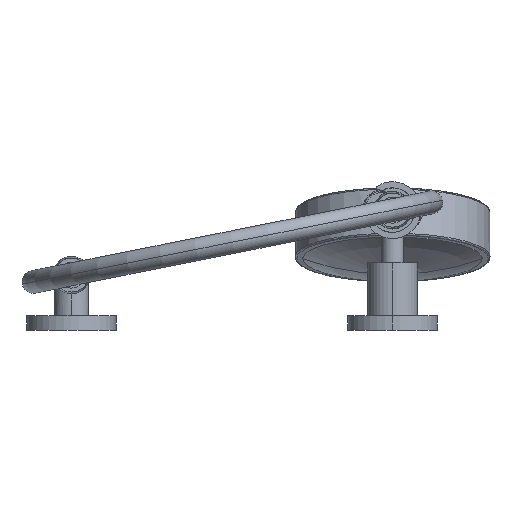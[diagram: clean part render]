
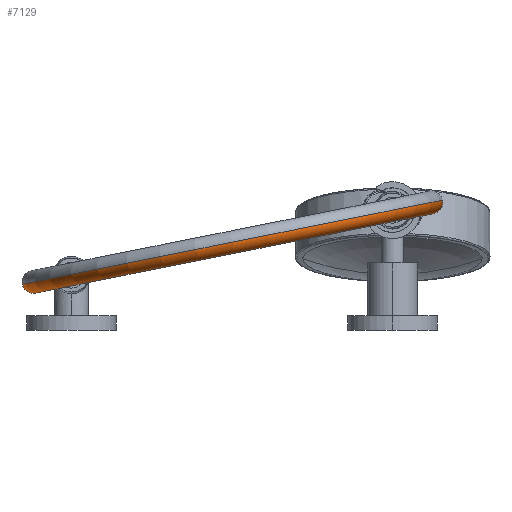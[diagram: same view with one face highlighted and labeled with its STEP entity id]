
A CAD part, front view. The second image highlights one B-rep face of the part: STEP entity #7129.
In plain terms, the highlighted toroidal (fillet/blend) face has major radius 125 mm and minor radius 7 mm.
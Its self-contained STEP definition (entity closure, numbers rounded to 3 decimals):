
#333 = CARTESIAN_POINT ( 'NONE',  ( -100.63, -444., 0. ) ) ;
#421 = EDGE_CURVE ( 'NONE', #2550, #2846, #2974, .T. ) ;
#528 = VERTEX_POINT ( 'NONE', #1134 ) ;
#669 = CARTESIAN_POINT ( 'NONE',  ( -100.63, -444., 0. ) ) ;
#1134 = CARTESIAN_POINT ( 'NONE',  ( -232.63, -444., 0. ) ) ;
#1153 = EDGE_CURVE ( 'NONE', #528, #2846, #3486, .T. ) ;
#1223 = DIRECTION ( 'NONE',  ( -1., 0., 0. ) ) ;
#1384 = TOROIDAL_SURFACE ( 'NONE', #3862, 125., 7. ) ;
#1663 = EDGE_CURVE ( 'NONE', #5880, #528, #6156, .T. ) ;
#1840 = CARTESIAN_POINT ( 'NONE',  ( -218.63, -444., 0. ) ) ;
#1950 = CARTESIAN_POINT ( 'NONE',  ( 31.37, -444., 0. ) ) ;
#1977 = EDGE_LOOP ( 'NONE', ( #2623, #3646, #2342, #3071 ) ) ;
#2057 = CARTESIAN_POINT ( 'NONE',  ( 24.37, -444., 0. ) ) ;
#2239 = CARTESIAN_POINT ( 'NONE',  ( -100.63, -444., 0. ) ) ;
#2342 = ORIENTED_EDGE ( 'NONE', *, *, #1153, .T. ) ;
#2536 = DIRECTION ( 'NONE',  ( 0., 0., -1. ) ) ;
#2550 = VERTEX_POINT ( 'NONE', #6256 ) ;
#2554 = EDGE_CURVE ( 'NONE', #5880, #2550, #6810, .T. ) ;
#2578 = DIRECTION ( 'NONE',  ( 0., 0., -1. ) ) ;
#2611 = DIRECTION ( 'NONE',  ( -1., 0., 0. ) ) ;
#2623 = ORIENTED_EDGE ( 'NONE', *, *, #2554, .F. ) ;
#2812 = DIRECTION ( 'NONE',  ( -1., 0., 0. ) ) ;
#2846 = VERTEX_POINT ( 'NONE', #1840 ) ;
#2974 = CIRCLE ( 'NONE', #3728, 118. ) ;
#3017 = DIRECTION ( 'NONE',  ( 0., 0., -1. ) ) ;
#3071 = ORIENTED_EDGE ( 'NONE', *, *, #421, .F. ) ;
#3486 = CIRCLE ( 'NONE', #6148, 7. ) ;
#3639 = CARTESIAN_POINT ( 'NONE',  ( -225.63, -444., 0. ) ) ;
#3646 = ORIENTED_EDGE ( 'NONE', *, *, #1663, .T. ) ;
#3728 = AXIS2_PLACEMENT_3D ( 'NONE', #2239, #3017, #2812 ) ;
#3862 = AXIS2_PLACEMENT_3D ( 'NONE', #333, #2536, #4750 ) ;
#4537 = DIRECTION ( 'NONE',  ( 0., 0., -1. ) ) ;
#4750 = DIRECTION ( 'NONE',  ( -1., 0., 0. ) ) ;
#5821 = FACE_OUTER_BOUND ( 'NONE', #1977, .T. ) ;
#5880 = VERTEX_POINT ( 'NONE', #1950 ) ;
#5937 = DIRECTION ( 'NONE',  ( 0., 1., 0. ) ) ;
#6148 = AXIS2_PLACEMENT_3D ( 'NONE', #3639, #6427, #2578 ) ;
#6156 = CIRCLE ( 'NONE', #6248, 132. ) ;
#6248 = AXIS2_PLACEMENT_3D ( 'NONE', #669, #4537, #1223 ) ;
#6256 = CARTESIAN_POINT ( 'NONE',  ( 17.37, -444., 0. ) ) ;
#6427 = DIRECTION ( 'NONE',  ( 0., -1., 0. ) ) ;
#6654 = AXIS2_PLACEMENT_3D ( 'NONE', #2057, #5937, #2611 ) ;
#6810 = CIRCLE ( 'NONE', #6654, 7. ) ;
#7129 = ADVANCED_FACE ( 'NONE', ( #5821 ), #1384, .T. ) ;
